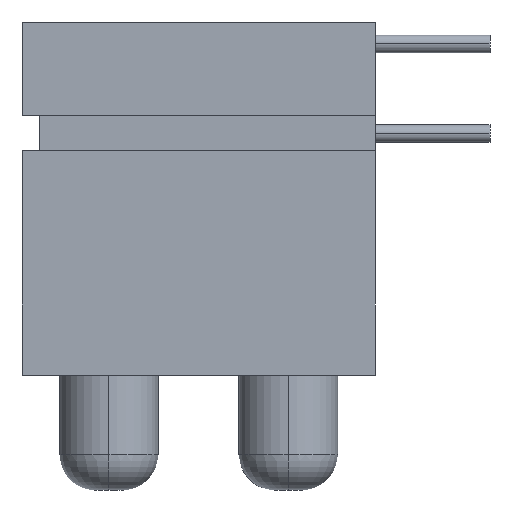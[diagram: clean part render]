
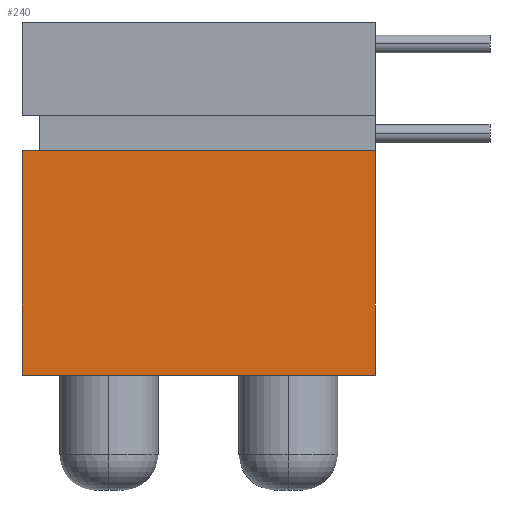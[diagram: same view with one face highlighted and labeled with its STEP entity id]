
A CAD part, left-side view. The second image highlights one B-rep face of the part: STEP entity #240.
In plain terms, the highlighted planar face has unit normal (-1, 0, 0).
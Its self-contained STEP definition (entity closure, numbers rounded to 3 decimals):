
#22 = EDGE_CURVE ( 'NONE', #1241, #193, #829, .T. ) ;
#23 = CARTESIAN_POINT ( 'NONE',  ( -36.328, 30.864, 6.361 ) ) ;
#44 = CARTESIAN_POINT ( 'NONE',  ( -36.328, 20.864, 0. ) ) ;
#67 = ORIENTED_EDGE ( 'NONE', *, *, #497, .T. ) ;
#87 = ORIENTED_EDGE ( 'NONE', *, *, #1097, .F. ) ;
#112 = EDGE_CURVE ( 'NONE', #760, #465, #1407, .T. ) ;
#140 = DIRECTION ( 'NONE',  ( 0., 0., -1. ) ) ;
#193 = VERTEX_POINT ( 'NONE', #23 ) ;
#240 = ADVANCED_FACE ( 'NONE', ( #1004 ), #356, .F. ) ;
#340 = ORIENTED_EDGE ( 'NONE', *, *, #22, .T. ) ;
#356 = PLANE ( 'NONE',  #913 ) ;
#449 = LINE ( 'NONE', #590, #953 ) ;
#465 = VERTEX_POINT ( 'NONE', #44 ) ;
#497 = EDGE_CURVE ( 'NONE', #193, #760, #449, .T. ) ;
#526 = ORIENTED_EDGE ( 'NONE', *, *, #112, .T. ) ;
#530 = DIRECTION ( 'NONE',  ( 0., 1., 0. ) ) ;
#590 = CARTESIAN_POINT ( 'NONE',  ( -36.328, 30.864, 10. ) ) ;
#632 = VECTOR ( 'NONE', #140, 1000. ) ;
#636 = DIRECTION ( 'NONE',  ( 0., 0., -1. ) ) ;
#700 = DIRECTION ( 'NONE',  ( 0., 0., -1. ) ) ;
#760 = VERTEX_POINT ( 'NONE', #1396 ) ;
#790 = DIRECTION ( 'NONE',  ( 0., -1., 0. ) ) ;
#804 = CARTESIAN_POINT ( 'NONE',  ( -36.328, 30.864, 0. ) ) ;
#817 = EDGE_LOOP ( 'NONE', ( #340, #67, #526, #87 ) ) ;
#829 = LINE ( 'NONE', #1386, #1302 ) ;
#913 = AXIS2_PLACEMENT_3D ( 'NONE', #941, #1277, #636 ) ;
#941 = CARTESIAN_POINT ( 'NONE',  ( -36.328, 30.864, 10. ) ) ;
#953 = VECTOR ( 'NONE', #700, 1000. ) ;
#1004 = FACE_OUTER_BOUND ( 'NONE', #817, .T. ) ;
#1008 = CARTESIAN_POINT ( 'NONE',  ( -36.328, 20.864, 10. ) ) ;
#1046 = VECTOR ( 'NONE', #790, 1000. ) ;
#1097 = EDGE_CURVE ( 'NONE', #1241, #465, #1236, .T. ) ;
#1236 = LINE ( 'NONE', #1008, #632 ) ;
#1241 = VERTEX_POINT ( 'NONE', #1358 ) ;
#1277 = DIRECTION ( 'NONE',  ( 1., 0., 0. ) ) ;
#1302 = VECTOR ( 'NONE', #530, 1000. ) ;
#1358 = CARTESIAN_POINT ( 'NONE',  ( -36.328, 20.864, 6.361 ) ) ;
#1386 = CARTESIAN_POINT ( 'NONE',  ( -36.328, 20.864, 6.361 ) ) ;
#1396 = CARTESIAN_POINT ( 'NONE',  ( -36.328, 30.864, 0. ) ) ;
#1407 = LINE ( 'NONE', #804, #1046 ) ;
